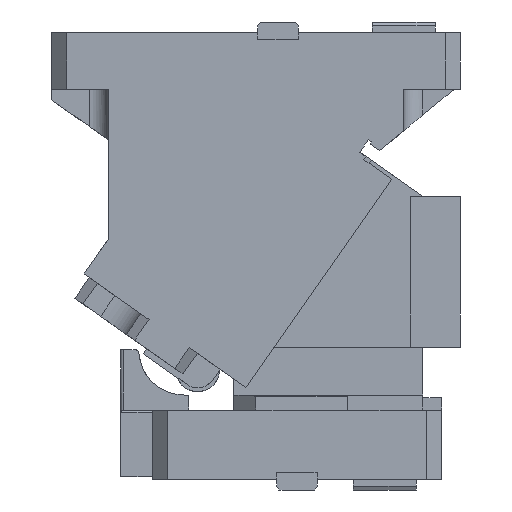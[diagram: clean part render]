
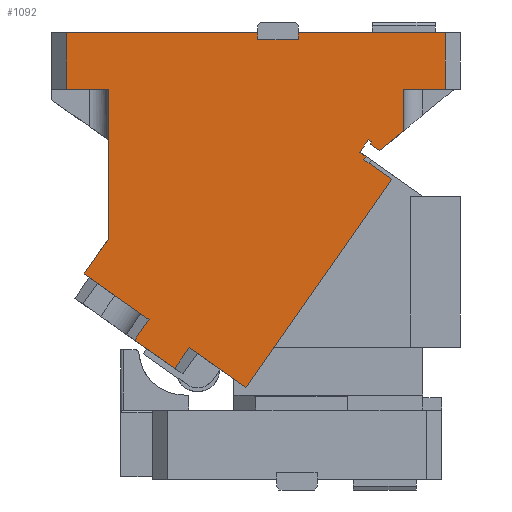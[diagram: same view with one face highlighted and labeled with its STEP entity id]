
A CAD part, front view. The second image highlights one B-rep face of the part: STEP entity #1092.
In plain terms, the highlighted planar face has unit normal (0, -1, 0).
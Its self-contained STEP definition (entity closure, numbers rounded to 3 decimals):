
#124=CARTESIAN_POINT('Vertex',(-67.929,-60.,355.)) ;
#127=CARTESIAN_POINT('Line Origine',(8.036,-60.,355.)) ;
#131=CARTESIAN_POINT('Vertex',(84.,-60.,355.)) ;
#157=CARTESIAN_POINT('Vertex',(116.,-60.,355.)) ;
#160=CARTESIAN_POINT('Line Origine',(174.464,-60.,355.)) ;
#164=CARTESIAN_POINT('Vertex',(232.929,-60.,355.)) ;
#887=CARTESIAN_POINT('Vertex',(-67.929,-60.,310.)) ;
#890=CARTESIAN_POINT('Line Origine',(-67.929,-60.,332.5)) ;
#902=CARTESIAN_POINT('Axis2P3D Location',(101.176,-60.,245.728)) ;
#907=CARTESIAN_POINT('Line Origine',(169.087,-60.,255.318)) ;
#911=CARTESIAN_POINT('Vertex',(169.947,-60.,256.547)) ;
#913=CARTESIAN_POINT('Vertex',(168.226,-60.,254.09)) ;
#916=CARTESIAN_POINT('Line Origine',(167.473,-60.,258.28)) ;
#920=CARTESIAN_POINT('Vertex',(164.998,-60.,260.012)) ;
#923=CARTESIAN_POINT('Line Origine',(168.44,-60.,264.927)) ;
#927=CARTESIAN_POINT('Vertex',(171.881,-60.,269.842)) ;
#930=CARTESIAN_POINT('Line Origine',(173.11,-60.,268.982)) ;
#934=CARTESIAN_POINT('Vertex',(174.339,-60.,268.122)) ;
#937=CARTESIAN_POINT('Line Origine',(173.765,-60.,267.302)) ;
#941=CARTESIAN_POINT('Vertex',(173.192,-60.,266.483)) ;
#944=CARTESIAN_POINT('Line Origine',(176.969,-60.,263.838)) ;
#948=CARTESIAN_POINT('Vertex',(180.746,-60.,261.193)) ;
#951=CARTESIAN_POINT('Line Origine',(190.373,-60.,269.123)) ;
#955=CARTESIAN_POINT('Vertex',(200.,-60.,277.052)) ;
#958=CARTESIAN_POINT('Line Origine',(200.,-60.,293.526)) ;
#962=CARTESIAN_POINT('Vertex',(200.,-60.,310.)) ;
#965=CARTESIAN_POINT('Line Origine',(216.464,-60.,310.)) ;
#969=CARTESIAN_POINT('Vertex',(232.929,-60.,310.)) ;
#972=CARTESIAN_POINT('Line Origine',(232.929,-60.,332.5)) ;
#977=CARTESIAN_POINT('Line Origine',(116.,-60.,352.25)) ;
#981=CARTESIAN_POINT('Vertex',(116.,-60.,349.5)) ;
#984=CARTESIAN_POINT('Line Origine',(100.,-60.,349.5)) ;
#988=CARTESIAN_POINT('Vertex',(84.,-60.,349.5)) ;
#991=CARTESIAN_POINT('Line Origine',(84.,-60.,352.25)) ;
#996=CARTESIAN_POINT('Line Origine',(-51.464,-60.,310.)) ;
#1000=CARTESIAN_POINT('Vertex',(-35.,-60.,310.)) ;
#1003=CARTESIAN_POINT('Line Origine',(-35.,-60.,250.25)) ;
#1007=CARTESIAN_POINT('Vertex',(-35.,-60.,190.5)) ;
#1010=CARTESIAN_POINT('Line Origine',(-44.563,-60.,176.843)) ;
#1014=CARTESIAN_POINT('Vertex',(-54.126,-60.,163.186)) ;
#1017=CARTESIAN_POINT('Line Origine',(-28.322,-60.,145.118)) ;
#1021=CARTESIAN_POINT('Vertex',(-2.519,-60.,127.051)) ;
#1024=CARTESIAN_POINT('Line Origine',(-8.255,-60.,118.859)) ;
#1028=CARTESIAN_POINT('Vertex',(-13.991,-60.,110.668)) ;
#1031=CARTESIAN_POINT('Line Origine',(1.983,-60.,99.483)) ;
#1035=CARTESIAN_POINT('Vertex',(17.956,-60.,88.298)) ;
#1038=CARTESIAN_POINT('Line Origine',(23.692,-60.,96.49)) ;
#1042=CARTESIAN_POINT('Vertex',(29.428,-60.,104.681)) ;
#1045=CARTESIAN_POINT('Line Origine',(51.954,-60.,88.908)) ;
#1049=CARTESIAN_POINT('Vertex',(74.481,-60.,73.134)) ;
#1052=CARTESIAN_POINT('Line Origine',(132.412,-60.,155.869)) ;
#1056=CARTESIAN_POINT('Vertex',(190.344,-60.,238.603)) ;
#1059=CARTESIAN_POINT('Line Origine',(179.285,-60.,246.346)) ;
#128=DIRECTION('Vector Direction',(-1.,0.,0.)) ;
#161=DIRECTION('Vector Direction',(-1.,0.,0.)) ;
#891=DIRECTION('Vector Direction',(0.,0.,-1.)) ;
#903=DIRECTION('Axis2P3D Direction',(0.,-1.,0.)) ;
#904=DIRECTION('Axis2P3D XDirection',(1.,0.,0.)) ;
#908=DIRECTION('Vector Direction',(-0.574,0.,-0.819)) ;
#917=DIRECTION('Vector Direction',(0.819,0.,-0.574)) ;
#924=DIRECTION('Vector Direction',(-0.574,0.,-0.819)) ;
#931=DIRECTION('Vector Direction',(0.819,0.,-0.574)) ;
#938=DIRECTION('Vector Direction',(0.574,0.,0.819)) ;
#945=DIRECTION('Vector Direction',(-0.819,0.,0.574)) ;
#952=DIRECTION('Vector Direction',(-0.772,0.,-0.636)) ;
#959=DIRECTION('Vector Direction',(0.,0.,1.)) ;
#966=DIRECTION('Vector Direction',(1.,0.,0.)) ;
#973=DIRECTION('Vector Direction',(0.,0.,1.)) ;
#978=DIRECTION('Vector Direction',(0.,0.,-1.)) ;
#985=DIRECTION('Vector Direction',(-1.,0.,0.)) ;
#992=DIRECTION('Vector Direction',(0.,0.,-1.)) ;
#997=DIRECTION('Vector Direction',(1.,0.,0.)) ;
#1004=DIRECTION('Vector Direction',(0.,0.,1.)) ;
#1011=DIRECTION('Vector Direction',(-0.574,0.,-0.819)) ;
#1018=DIRECTION('Vector Direction',(0.819,0.,-0.574)) ;
#1025=DIRECTION('Vector Direction',(-0.574,0.,-0.819)) ;
#1032=DIRECTION('Vector Direction',(0.819,0.,-0.574)) ;
#1039=DIRECTION('Vector Direction',(0.574,0.,0.819)) ;
#1046=DIRECTION('Vector Direction',(0.819,0.,-0.574)) ;
#1053=DIRECTION('Vector Direction',(-0.574,0.,-0.819)) ;
#1060=DIRECTION('Vector Direction',(0.819,0.,-0.574)) ;
#905=AXIS2_PLACEMENT_3D('Plane Axis2P3D',#902,#903,#904) ;
#1065=ORIENTED_EDGE('',*,*,#915,.F.) ;
#1066=ORIENTED_EDGE('',*,*,#922,.F.) ;
#1067=ORIENTED_EDGE('',*,*,#929,.F.) ;
#1068=ORIENTED_EDGE('',*,*,#936,.T.) ;
#1069=ORIENTED_EDGE('',*,*,#943,.F.) ;
#1070=ORIENTED_EDGE('',*,*,#950,.F.) ;
#1071=ORIENTED_EDGE('',*,*,#957,.F.) ;
#1072=ORIENTED_EDGE('',*,*,#964,.T.) ;
#1073=ORIENTED_EDGE('',*,*,#971,.T.) ;
#1074=ORIENTED_EDGE('',*,*,#976,.T.) ;
#1075=ORIENTED_EDGE('',*,*,#166,.T.) ;
#1076=ORIENTED_EDGE('',*,*,#983,.T.) ;
#1077=ORIENTED_EDGE('',*,*,#990,.T.) ;
#1078=ORIENTED_EDGE('',*,*,#995,.F.) ;
#1079=ORIENTED_EDGE('',*,*,#133,.T.) ;
#1080=ORIENTED_EDGE('',*,*,#894,.T.) ;
#1081=ORIENTED_EDGE('',*,*,#1002,.T.) ;
#1082=ORIENTED_EDGE('',*,*,#1009,.F.) ;
#1083=ORIENTED_EDGE('',*,*,#1016,.T.) ;
#1084=ORIENTED_EDGE('',*,*,#1023,.T.) ;
#1085=ORIENTED_EDGE('',*,*,#1030,.F.) ;
#1086=ORIENTED_EDGE('',*,*,#1037,.T.) ;
#1087=ORIENTED_EDGE('',*,*,#1044,.F.) ;
#1088=ORIENTED_EDGE('',*,*,#1051,.T.) ;
#1089=ORIENTED_EDGE('',*,*,#1058,.F.) ;
#1090=ORIENTED_EDGE('',*,*,#1063,.F.) ;
#129=VECTOR('Line Direction',#128,1.) ;
#162=VECTOR('Line Direction',#161,1.) ;
#892=VECTOR('Line Direction',#891,1.) ;
#909=VECTOR('Line Direction',#908,1.) ;
#918=VECTOR('Line Direction',#917,1.) ;
#925=VECTOR('Line Direction',#924,1.) ;
#932=VECTOR('Line Direction',#931,1.) ;
#939=VECTOR('Line Direction',#938,1.) ;
#946=VECTOR('Line Direction',#945,1.) ;
#953=VECTOR('Line Direction',#952,1.) ;
#960=VECTOR('Line Direction',#959,1.) ;
#967=VECTOR('Line Direction',#966,1.) ;
#974=VECTOR('Line Direction',#973,1.) ;
#979=VECTOR('Line Direction',#978,1.) ;
#986=VECTOR('Line Direction',#985,1.) ;
#993=VECTOR('Line Direction',#992,1.) ;
#998=VECTOR('Line Direction',#997,1.) ;
#1005=VECTOR('Line Direction',#1004,1.) ;
#1012=VECTOR('Line Direction',#1011,1.) ;
#1019=VECTOR('Line Direction',#1018,1.) ;
#1026=VECTOR('Line Direction',#1025,1.) ;
#1033=VECTOR('Line Direction',#1032,1.) ;
#1040=VECTOR('Line Direction',#1039,1.) ;
#1047=VECTOR('Line Direction',#1046,1.) ;
#1054=VECTOR('Line Direction',#1053,1.) ;
#1061=VECTOR('Line Direction',#1060,1.) ;
#1092=ADVANCED_FACE('CAM HOLDER',(#1091),#906,.T.) ;
#133=EDGE_CURVE('',#132,#125,#130,.T.) ;
#166=EDGE_CURVE('',#165,#158,#163,.T.) ;
#894=EDGE_CURVE('',#125,#888,#893,.T.) ;
#915=EDGE_CURVE('',#912,#914,#910,.T.) ;
#922=EDGE_CURVE('',#921,#912,#919,.T.) ;
#929=EDGE_CURVE('',#928,#921,#926,.T.) ;
#936=EDGE_CURVE('',#928,#935,#933,.T.) ;
#943=EDGE_CURVE('',#942,#935,#940,.T.) ;
#950=EDGE_CURVE('',#949,#942,#947,.T.) ;
#957=EDGE_CURVE('',#956,#949,#954,.T.) ;
#964=EDGE_CURVE('',#956,#963,#961,.T.) ;
#971=EDGE_CURVE('',#963,#970,#968,.T.) ;
#976=EDGE_CURVE('',#970,#165,#975,.T.) ;
#983=EDGE_CURVE('',#158,#982,#980,.T.) ;
#990=EDGE_CURVE('',#982,#989,#987,.T.) ;
#995=EDGE_CURVE('',#132,#989,#994,.T.) ;
#1002=EDGE_CURVE('',#888,#1001,#999,.T.) ;
#1009=EDGE_CURVE('',#1008,#1001,#1006,.T.) ;
#1016=EDGE_CURVE('',#1008,#1015,#1013,.T.) ;
#1023=EDGE_CURVE('',#1015,#1022,#1020,.T.) ;
#1030=EDGE_CURVE('',#1029,#1022,#1027,.F.) ;
#1037=EDGE_CURVE('',#1029,#1036,#1034,.T.) ;
#1044=EDGE_CURVE('',#1043,#1036,#1041,.F.) ;
#1051=EDGE_CURVE('',#1043,#1050,#1048,.T.) ;
#1058=EDGE_CURVE('',#1057,#1050,#1055,.T.) ;
#1063=EDGE_CURVE('',#914,#1057,#1062,.T.) ;
#1064=EDGE_LOOP('',(#1065,#1066,#1067,#1068,#1069,#1070,#1071,#1072,#1073,#1074,#1075,#1076,#1077,#1078,#1079,#1080,#1081,#1082,#1083,#1084,#1085,#1086,#1087,#1088,#1089,#1090)) ;
#1091=FACE_OUTER_BOUND('',#1064,.T.) ;
#130=LINE('Line',#127,#129) ;
#163=LINE('Line',#160,#162) ;
#893=LINE('Line',#890,#892) ;
#910=LINE('Line',#907,#909) ;
#919=LINE('Line',#916,#918) ;
#926=LINE('Line',#923,#925) ;
#933=LINE('Line',#930,#932) ;
#940=LINE('Line',#937,#939) ;
#947=LINE('Line',#944,#946) ;
#954=LINE('Line',#951,#953) ;
#961=LINE('Line',#958,#960) ;
#968=LINE('Line',#965,#967) ;
#975=LINE('Line',#972,#974) ;
#980=LINE('Line',#977,#979) ;
#987=LINE('Line',#984,#986) ;
#994=LINE('Line',#991,#993) ;
#999=LINE('Line',#996,#998) ;
#1006=LINE('Line',#1003,#1005) ;
#1013=LINE('Line',#1010,#1012) ;
#1020=LINE('Line',#1017,#1019) ;
#1027=LINE('Line',#1024,#1026) ;
#1034=LINE('Line',#1031,#1033) ;
#1041=LINE('Line',#1038,#1040) ;
#1048=LINE('Line',#1045,#1047) ;
#1055=LINE('Line',#1052,#1054) ;
#1062=LINE('Line',#1059,#1061) ;
#906=PLANE('Plane',#905) ;
#125=VERTEX_POINT('',#124) ;
#132=VERTEX_POINT('',#131) ;
#158=VERTEX_POINT('',#157) ;
#165=VERTEX_POINT('',#164) ;
#888=VERTEX_POINT('',#887) ;
#912=VERTEX_POINT('',#911) ;
#914=VERTEX_POINT('',#913) ;
#921=VERTEX_POINT('',#920) ;
#928=VERTEX_POINT('',#927) ;
#935=VERTEX_POINT('',#934) ;
#942=VERTEX_POINT('',#941) ;
#949=VERTEX_POINT('',#948) ;
#956=VERTEX_POINT('',#955) ;
#963=VERTEX_POINT('',#962) ;
#970=VERTEX_POINT('',#969) ;
#982=VERTEX_POINT('',#981) ;
#989=VERTEX_POINT('',#988) ;
#1001=VERTEX_POINT('',#1000) ;
#1008=VERTEX_POINT('',#1007) ;
#1015=VERTEX_POINT('',#1014) ;
#1022=VERTEX_POINT('',#1021) ;
#1029=VERTEX_POINT('',#1028) ;
#1036=VERTEX_POINT('',#1035) ;
#1043=VERTEX_POINT('',#1042) ;
#1050=VERTEX_POINT('',#1049) ;
#1057=VERTEX_POINT('',#1056) ;
